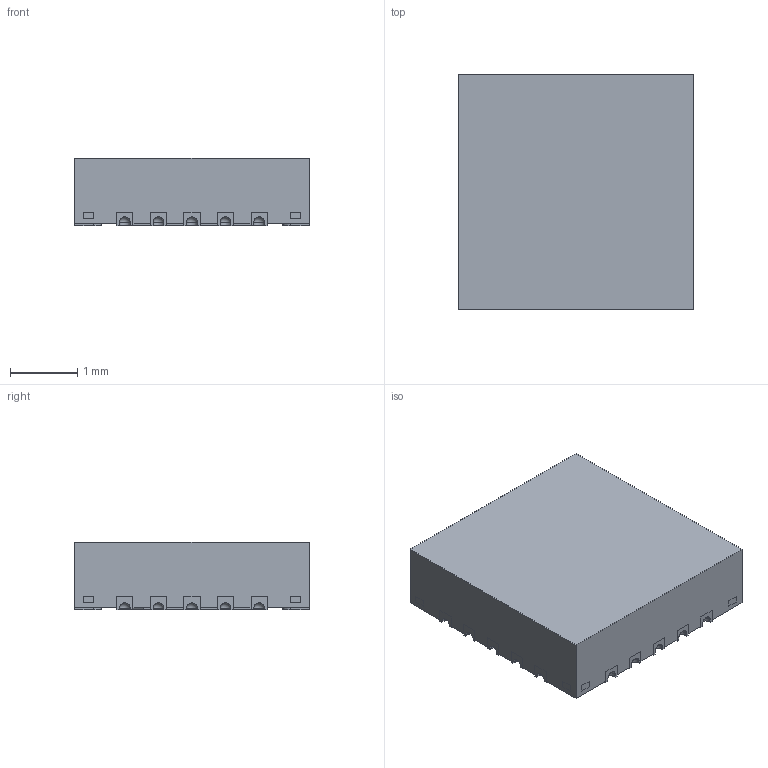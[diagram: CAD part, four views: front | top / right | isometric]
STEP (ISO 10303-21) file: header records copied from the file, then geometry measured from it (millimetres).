
FILE_DESCRIPTION((''),'2;1');
FILE_NAME('RGR0020C_ASM','2020-05-15T09:54:37',('a0412086'),(''),'CREO PARAMETRIC BY PTC INC, 2018500','CREO PARAMETRIC BY PTC INC, 2018500','');
FILE_SCHEMA(('CONFIG_CONTROL_DESIGN','SHAPE_APPEARANCE_LAYERS_GROUPS'));
Length unit declared in the file: millimetre
Products named in the file (4): FRAME; BODY; PIN1_AREA; RGR0020C_ASM
Assembly tree (3 placements, depth 2):
  RGR0020C_ASM
    FRAME
    BODY
    PIN1_AREA
Bounding box: 3.5 x 3.5 x 1 mm (x, y, z)
Volume: 12.1 mm3; surface area: 62 mm2
Topology: 26 solids, 26 shells, 455 faces, 1206 edges, 784 vertices
Faces by surface type: plane 315, cylinder 120, sphere 20
Entity records: 17938 total; most frequent: CARTESIAN_POINT 2432, ORIENTED_EDGE 2372, DIRECTION 2370, PRESENTATION_STYLE_ASSIGNMENT 1241, STYLED_ITEM 1213, CURVE_STYLE 1186, EDGE_CURVE 1186, VECTOR 926
